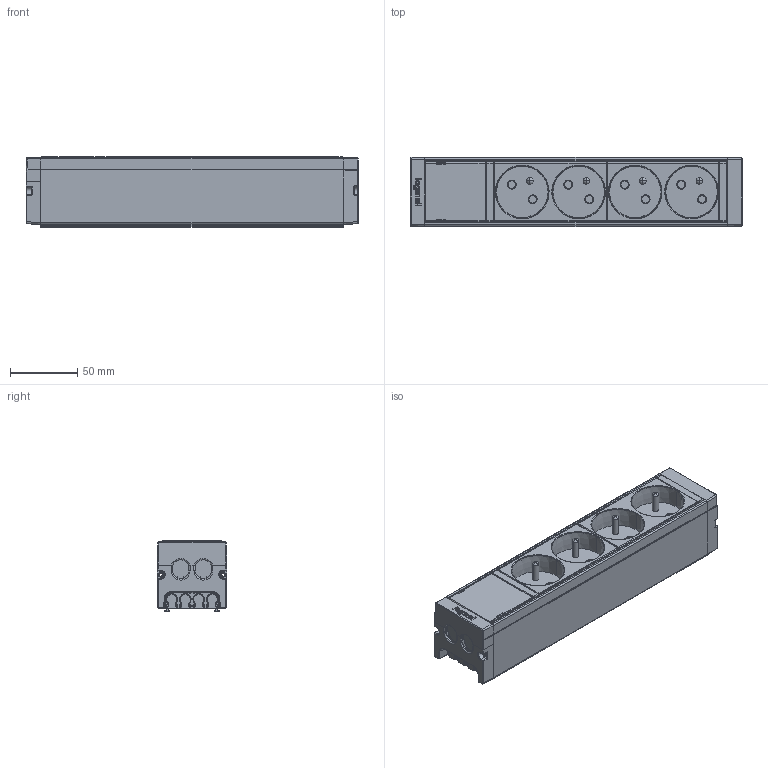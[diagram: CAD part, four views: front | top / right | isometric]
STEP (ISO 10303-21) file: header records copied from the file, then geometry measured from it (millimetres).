
FILE_DESCRIPTION(('CATIA V5 STEP Exchange','CAx-IF Rec.Pracs.--- Model Styling and Organization---1.5--- 2016-08-15','CAx-IF Rec.Pracs.---Supplemental Geometry---1.0---2011-11-01','CAx-IF Rec.Pracs.--- Composite Materials ---1.1---2010-07-15'),'2;1');
FILE_NAME('073401.stp','2022-11-15T15:03:55+00:00',('none'),('none'),'CATIA Version 5-6 Release 2020 SP3','CATIA V5 STEP AP214 v2','none');
FILE_SCHEMA(('AUTOMOTIVE_DESIGN { 1 0 10303 214 1 1 1 1 }'));
Products named in the file (1): 073401
Bounding box: 247 x 52 x 52.8 mm (x, y, z)
Volume: 117178.2 mm3; surface area: 171931.3 mm2
Topology: 12 solids, 12 shells, 5654 faces, 15222 edges, 9403 vertices
Faces by surface type: plane 2125, cylinder 1778, bspline 776, revolution 462, cone 198, sphere 152, torus 147, extrusion 16
Entity records: 210358 total; most frequent: CARTESIAN_POINT 87592, ORIENTED_EDGE 29936, DIRECTION 17702, EDGE_CURVE 14968, VERTEX_POINT 9403, VECTOR 7653, LINE 7637, AXIS2_PLACEMENT_3D 6216
